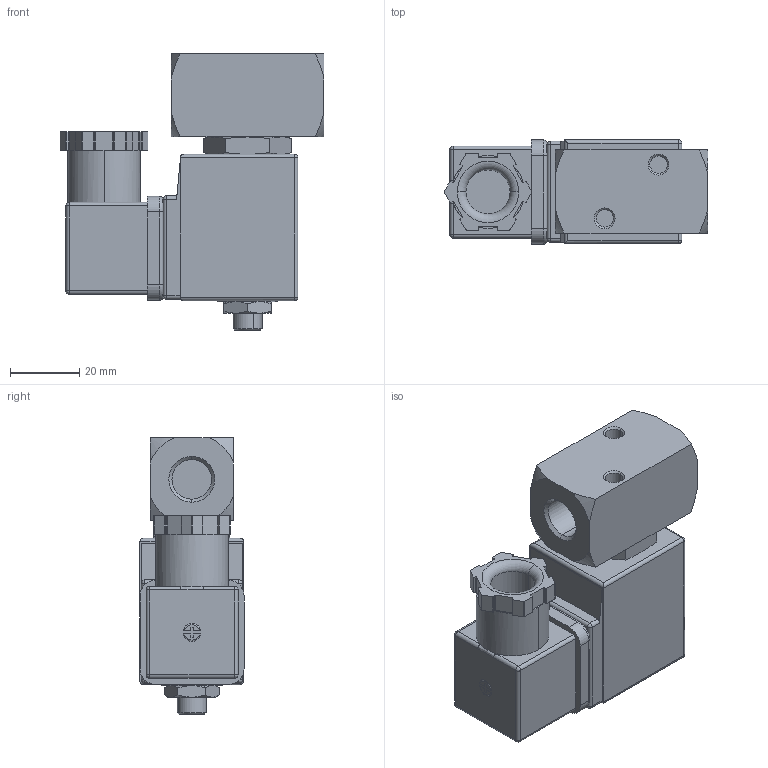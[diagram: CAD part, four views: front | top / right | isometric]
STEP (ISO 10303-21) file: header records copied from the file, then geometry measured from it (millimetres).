
FILE_DESCRIPTION (( 'STEP AP203' ), '1' );
FILE_NAME ('314.STEP', '2016-12-21T13:59:34', ( '' ), ( '' ), 'SwSTEP 2.0', 'SolidWorks 2015', '' );
FILE_SCHEMA (( 'CONFIG_CONTROL_DESIGN' ));
Length unit declared in the file: millimetre
Products named in the file (1): 314
Bounding box: 76.07 x 30.02 x 79.75 mm (x, y, z)
Volume: 98280.5 mm3; surface area: 19413.8 mm2
Topology: 1 solids, 1 shells, 267 faces, 655 edges, 392 vertices
Faces by surface type: plane 109, cylinder 88, cone 48, sphere 12, torus 9, bspline 1
Entity records: 8065 total; most frequent: CARTESIAN_POINT 1737, DIRECTION 1361, ORIENTED_EDGE 1286, EDGE_CURVE 643, AXIS2_PLACEMENT_3D 528, VERTEX_POINT 392, VECTOR 305, LINE 305
